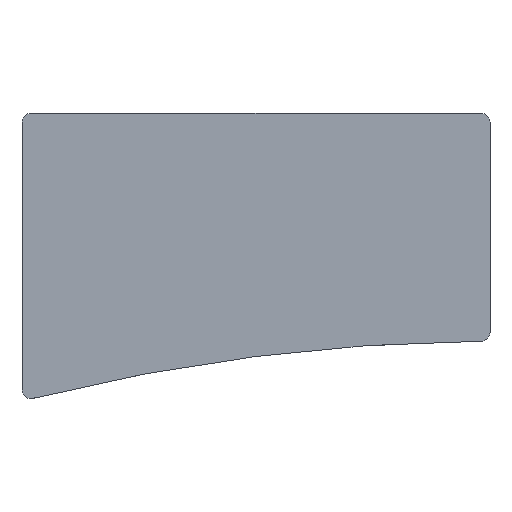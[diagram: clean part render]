
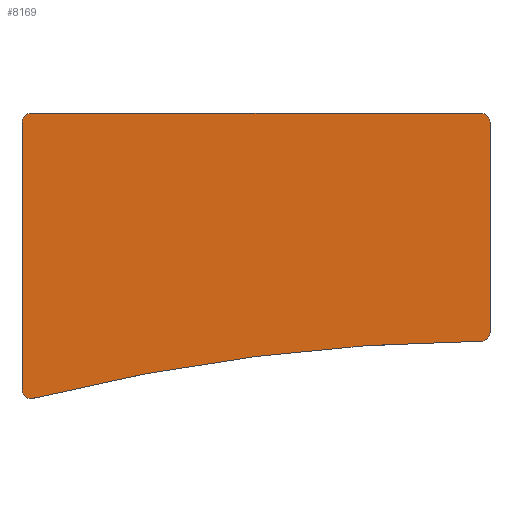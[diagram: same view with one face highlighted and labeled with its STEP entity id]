
A CAD part, front view. The second image highlights one B-rep face of the part: STEP entity #8169.
In plain terms, the highlighted planar face has unit normal (0, -1, 0).
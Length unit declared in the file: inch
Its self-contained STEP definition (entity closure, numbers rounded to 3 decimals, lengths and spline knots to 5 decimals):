
#42 = VERTEX_POINT ( 'NONE', #7435 ) ;
#258 = CIRCLE ( 'NONE', #457, 0.03937 ) ;
#457 = AXIS2_PLACEMENT_3D ( 'NONE', #5926, #2731, #2082 ) ;
#589 = CIRCLE ( 'NONE', #8237, 0.03937 ) ;
#692 = ORIENTED_EDGE ( 'NONE', *, *, #4497, .F. ) ;
#1243 = DIRECTION ( 'NONE',  ( 0., 1., 0. ) ) ;
#1320 = VECTOR ( 'NONE', #3392, 39.37008 ) ;
#1330 = DIRECTION ( 'NONE',  ( 0., -1., 0. ) ) ;
#1342 = CARTESIAN_POINT ( 'NONE',  ( 1.04331, -0.32087, -0.97662 ) ) ;
#1361 = CARTESIAN_POINT ( 'NONE',  ( -1.04331, -0.32087, -0.63993 ) ) ;
#1406 = DIRECTION ( 'NONE',  ( 0., 0., -1. ) ) ;
#1495 = CARTESIAN_POINT ( 'NONE',  ( 1.04331, -0.32087, -0.63993 ) ) ;
#1501 = EDGE_CURVE ( 'NONE', #3839, #4192, #258, .T. ) ;
#1708 = AXIS2_PLACEMENT_3D ( 'NONE', #5191, #2667, #2553 ) ;
#1838 = VERTEX_POINT ( 'NONE', #1847 ) ;
#1847 = CARTESIAN_POINT ( 'NONE',  ( -0.99437, -0.32087, -1.27105 ) ) ;
#1932 = DIRECTION ( 'NONE',  ( 0., 0., 1. ) ) ;
#2015 = CARTESIAN_POINT ( 'NONE',  ( 0., -0.32087, 0. ) ) ;
#2016 = CIRCLE ( 'NONE', #3038, 0.03937 ) ;
#2082 = DIRECTION ( 'NONE',  ( 0., 0., -1. ) ) ;
#2286 = ORIENTED_EDGE ( 'NONE', *, *, #2939, .T. ) ;
#2328 = CARTESIAN_POINT ( 'NONE',  ( -1.04331, -0.32087, -0.03937 ) ) ;
#2391 = PLANE ( 'NONE',  #4092 ) ;
#2553 = DIRECTION ( 'NONE',  ( 0., 0., -1. ) ) ;
#2667 = DIRECTION ( 'NONE',  ( 0., -1., 0. ) ) ;
#2720 = DIRECTION ( 'NONE',  ( 0., -1., 0. ) ) ;
#2731 = DIRECTION ( 'NONE',  ( 0., -1., 0. ) ) ;
#2759 = ORIENTED_EDGE ( 'NONE', *, *, #5989, .F. ) ;
#2792 = ORIENTED_EDGE ( 'NONE', *, *, #4701, .T. ) ;
#2939 = EDGE_CURVE ( 'NONE', #4192, #1838, #2016, .T. ) ;
#3012 = EDGE_CURVE ( 'NONE', #3839, #3772, #7211, .T. ) ;
#3038 = AXIS2_PLACEMENT_3D ( 'NONE', #8233, #3245, #4605 ) ;
#3047 = VERTEX_POINT ( 'NONE', #5284 ) ;
#3175 = CARTESIAN_POINT ( 'NONE',  ( -1.04331, -0.32087, -1.23286 ) ) ;
#3245 = DIRECTION ( 'NONE',  ( 0., -1., 0. ) ) ;
#3392 = DIRECTION ( 'NONE',  ( 0., 0., 1. ) ) ;
#3490 = EDGE_CURVE ( 'NONE', #4015, #42, #5224, .T. ) ;
#3602 = CIRCLE ( 'NONE', #1708, 8.51969 ) ;
#3662 = FACE_OUTER_BOUND ( 'NONE', #4894, .T. ) ;
#3667 = LINE ( 'NONE', #1495, #8148 ) ;
#3709 = CIRCLE ( 'NONE', #4181, 0.03937 ) ;
#3772 = VERTEX_POINT ( 'NONE', #2328 ) ;
#3839 = VERTEX_POINT ( 'NONE', #3175 ) ;
#4015 = VERTEX_POINT ( 'NONE', #5734 ) ;
#4032 = AXIS2_PLACEMENT_3D ( 'NONE', #5226, #1330, #5835 ) ;
#4070 = VERTEX_POINT ( 'NONE', #1342 ) ;
#4092 = AXIS2_PLACEMENT_3D ( 'NONE', #5079, #1243, #1932 ) ;
#4181 = AXIS2_PLACEMENT_3D ( 'NONE', #6551, #2720, #1406 ) ;
#4192 = VERTEX_POINT ( 'NONE', #7880 ) ;
#4497 = EDGE_CURVE ( 'NONE', #3047, #1838, #3602, .T. ) ;
#4605 = DIRECTION ( 'NONE',  ( 0., 0., -1. ) ) ;
#4701 = EDGE_CURVE ( 'NONE', #4015, #3772, #3709, .T. ) ;
#4894 = EDGE_LOOP ( 'NONE', ( #6437, #2286, #692, #7429, #2759, #6148, #5332, #2792, #8075 ) ) ;
#5079 = CARTESIAN_POINT ( 'NONE',  ( -1.04331, -0.32087, -1.27986 ) ) ;
#5191 = CARTESIAN_POINT ( 'NONE',  ( 1.07591, -0.32087, -9.53537 ) ) ;
#5224 = LINE ( 'NONE', #2015, #7305 ) ;
#5226 = CARTESIAN_POINT ( 'NONE',  ( 1.00394, -0.32087, -0.03937 ) ) ;
#5284 = CARTESIAN_POINT ( 'NONE',  ( 1.00427, -0.32087, -1.01599 ) ) ;
#5332 = ORIENTED_EDGE ( 'NONE', *, *, #3490, .F. ) ;
#5637 = CARTESIAN_POINT ( 'NONE',  ( 1.04331, -0.32087, -0.03937 ) ) ;
#5671 = VERTEX_POINT ( 'NONE', #5637 ) ;
#5734 = CARTESIAN_POINT ( 'NONE',  ( -1.00394, -0.32087, 0. ) ) ;
#5835 = DIRECTION ( 'NONE',  ( 0., 0., -1. ) ) ;
#5926 = CARTESIAN_POINT ( 'NONE',  ( -1.00394, -0.32087, -1.23286 ) ) ;
#5989 = EDGE_CURVE ( 'NONE', #5671, #4070, #3667, .T. ) ;
#6133 = CARTESIAN_POINT ( 'NONE',  ( 1.00394, -0.32087, -0.97662 ) ) ;
#6148 = ORIENTED_EDGE ( 'NONE', *, *, #6431, .T. ) ;
#6206 = EDGE_CURVE ( 'NONE', #3047, #4070, #589, .T. ) ;
#6431 = EDGE_CURVE ( 'NONE', #5671, #42, #8277, .T. ) ;
#6437 = ORIENTED_EDGE ( 'NONE', *, *, #1501, .T. ) ;
#6551 = CARTESIAN_POINT ( 'NONE',  ( -1.00394, -0.32087, -0.03937 ) ) ;
#6578 = DIRECTION ( 'NONE',  ( 0., 0., -1. ) ) ;
#6686 = DIRECTION ( 'NONE',  ( 1., 0., 0. ) ) ;
#7098 = DIRECTION ( 'NONE',  ( 1., 0., 0. ) ) ;
#7211 = LINE ( 'NONE', #1361, #1320 ) ;
#7305 = VECTOR ( 'NONE', #7098, 39.37008 ) ;
#7429 = ORIENTED_EDGE ( 'NONE', *, *, #6206, .T. ) ;
#7435 = CARTESIAN_POINT ( 'NONE',  ( 1.00394, -0.32087, 0. ) ) ;
#7880 = CARTESIAN_POINT ( 'NONE',  ( -1.00394, -0.32087, -1.27223 ) ) ;
#7999 = DIRECTION ( 'NONE',  ( 0., -1., 0. ) ) ;
#8075 = ORIENTED_EDGE ( 'NONE', *, *, #3012, .F. ) ;
#8148 = VECTOR ( 'NONE', #6578, 39.37008 ) ;
#8169 = ADVANCED_FACE ( 'NONE', ( #3662 ), #2391, .F. ) ;
#8233 = CARTESIAN_POINT ( 'NONE',  ( -1.00394, -0.32087, -1.23286 ) ) ;
#8237 = AXIS2_PLACEMENT_3D ( 'NONE', #6133, #7999, #6686 ) ;
#8277 = CIRCLE ( 'NONE', #4032, 0.03937 ) ;
